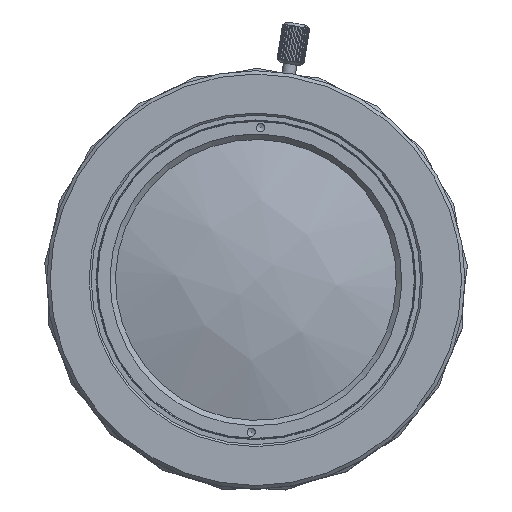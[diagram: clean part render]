
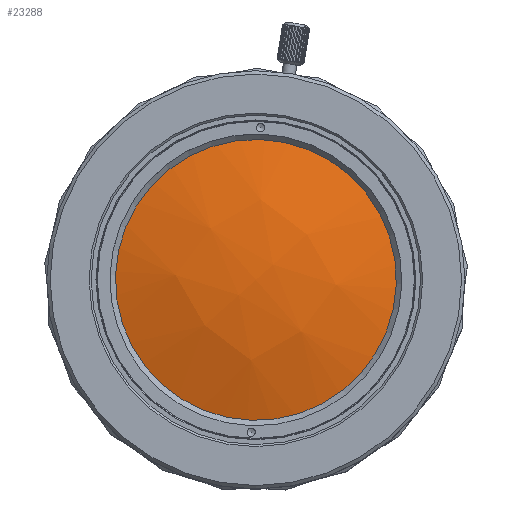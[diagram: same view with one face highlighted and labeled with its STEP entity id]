
A CAD part, top view. The second image highlights one B-rep face of the part: STEP entity #23288.
In plain terms, the highlighted free-form (B-spline) face has degree [3, 3] with [4, 4] control points.
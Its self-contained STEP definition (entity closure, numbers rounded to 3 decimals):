
#1054 = CARTESIAN_POINT ( 'NONE',  ( -25.068, 18.159, 65.218 ) ) ;
#1261 = CARTESIAN_POINT ( 'NONE',  ( -27.632, -24.08, 65.247 ) ) ;
#1464 = CARTESIAN_POINT ( 'NONE',  ( -12.046, 17.371, 69.694 ) ) ;
#1722 =( BOUNDED_SURFACE ( )  B_SPLINE_SURFACE ( 3, 3, ( 
 ( #1054, #1464, #35192, #16026 ),
 ( #32178, #4297, #7524, #19648 ),
 ( #31977, #7120, #37825, #16629 ),
 ( #1261, #28349, #13597, #19450 ) ),
 .UNSPECIFIED., .F., .F., .F. ) 
 B_SPLINE_SURFACE_WITH_KNOTS ( ( 4, 4 ),
 ( 4, 4 ),
 ( 0., 1. ),
 ( 0., 1. ),
 .UNSPECIFIED. ) 
 GEOMETRIC_REPRESENTATION_ITEM ( )  RATIONAL_B_SPLINE_SURFACE ( (
 ( 1., 0.964, 0.964, 1.),
 ( 0.963, 0.929, 0.929, 0.963),
 ( 0.963, 0.929, 0.929, 0.963),
 ( 1., 0.964, 0.964, 1.) ) ) 
 REPRESENTATION_ITEM ( '' )  SURFACE ( )  );
#4297 = CARTESIAN_POINT ( 'NONE',  ( -13.415, 3.594, 74.573 ) ) ;
#5760 = EDGE_LOOP ( 'NONE', ( #32615 ) ) ;
#6179 = CARTESIAN_POINT ( 'NONE',  ( -6.5, -4.206, 68.672 ) ) ;
#7120 = CARTESIAN_POINT ( 'NONE',  ( -14.3, -11.019, 74.583 ) ) ;
#7168 = CIRCLE ( 'NONE', #29767, 20.8 ) ;
#7524 = CARTESIAN_POINT ( 'NONE',  ( 1.428, 2.696, 74.559 ) ) ;
#9032 = DIRECTION ( 'NONE',  ( 0., 0., 1. ) ) ;
#13597 = CARTESIAN_POINT ( 'NONE',  ( -0.83, -25.701, 69.713 ) ) ;
#16026 = CARTESIAN_POINT ( 'NONE',  ( 14.734, 15.752, 65.182 ) ) ;
#16629 = CARTESIAN_POINT ( 'NONE',  ( 14.578, -12.765, 69.717 ) ) ;
#19450 = CARTESIAN_POINT ( 'NONE',  ( 12.19, -26.488, 65.211 ) ) ;
#19648 = CARTESIAN_POINT ( 'NONE',  ( 15.458, 1.848, 69.707 ) ) ;
#23142 = EDGE_CURVE ( 'NONE', #32253, #32253, #7168, .T. ) ;
#23288 = ADVANCED_FACE ( 'NONE', ( #28749 ), #1722, .T. ) ;
#25994 = CARTESIAN_POINT ( 'NONE',  ( -27.262, -2.95, 68.672 ) ) ;
#27615 = DIRECTION ( 'NONE',  ( -0.998, 0.06, 0. ) ) ;
#28349 = CARTESIAN_POINT ( 'NONE',  ( -14.604, -24.868, 69.726 ) ) ;
#28749 = FACE_OUTER_BOUND ( 'NONE', #5760, .T. ) ;
#29767 = AXIS2_PLACEMENT_3D ( 'NONE', #6179, #9032, #27615 ) ;
#31977 = CARTESIAN_POINT ( 'NONE',  ( -28.341, -10.17, 69.757 ) ) ;
#32178 = CARTESIAN_POINT ( 'NONE',  ( -27.454, 4.443, 69.747 ) ) ;
#32253 = VERTEX_POINT ( 'NONE', #25994 ) ;
#32615 = ORIENTED_EDGE ( 'NONE', *, *, #23142, .T. ) ;
#35192 = CARTESIAN_POINT ( 'NONE',  ( 1.721, 16.539, 69.682 ) ) ;
#37825 = CARTESIAN_POINT ( 'NONE',  ( 0.545, -11.917, 74.57 ) ) ;
